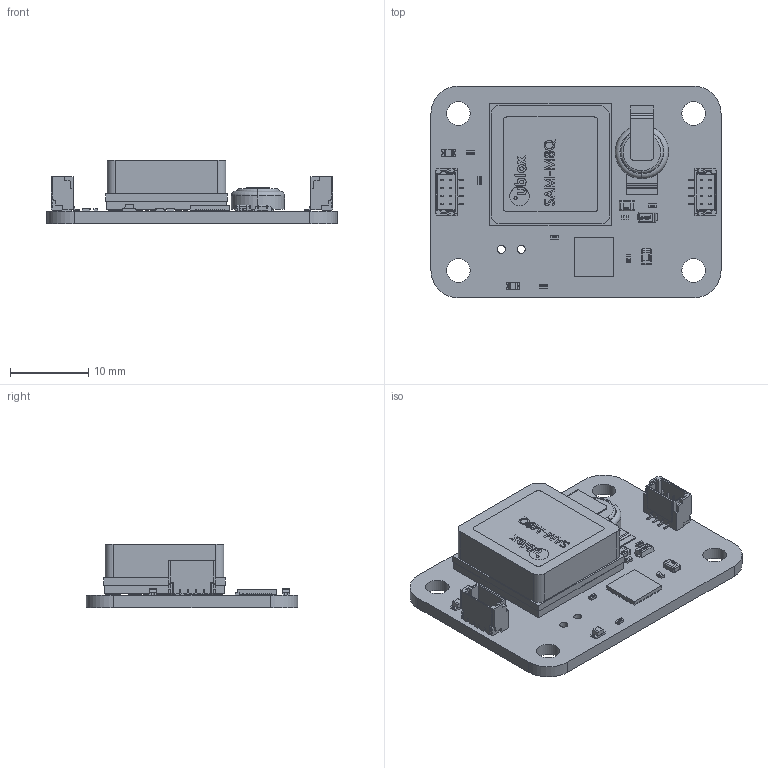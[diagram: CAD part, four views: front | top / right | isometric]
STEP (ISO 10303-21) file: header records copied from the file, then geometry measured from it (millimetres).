
FILE_DESCRIPTION(('Open CASCADE Model'),'2;1');
FILE_NAME('Open CASCADE Shape Model','2025-04-14T07:12:52',('Author'),( 'Open CASCADE'),'Open CASCADE STEP processor 7.5','Open CASCADE 7.5' ,'Unknown');
FILE_SCHEMA(('AUTOMOTIVE_DESIGN { 1 0 10303 214 1 1 1 1 }'));
Length unit declared in the file: millimetre
Products named in the file (49): PCB; Board; Open CASCADE STEP translator 7.5 1.1.1; R4; User Library-R SMD 0402; User Library-R SMD 0402_0402 BODY; User Library-R SMD 0402_0402 PAD; User Library-R SMD 0402_0402 OPIS; R8; R7; D2; 0603 LED Red; Pad; Pad005; Pad001; Pad004; Pad003; Lens; STAT1; 0603 LED Green; Solid1; Solid4; C6; DSK-3R3H224U-HL--3DModel-STEP-56544; R6; D1; User Library-MicroSMP-1; User Library-MicroSMP-1_Body; User Library-MicroSMP-1_Pins; R5; C4; 0805 SMD Capacitor; C3; C0402; U; DUELink-U-Connector-BM04B-SRSS-TB; D; DUELink-Connector-BM04B-SRSS-TB; C2; C1 ...
Assembly tree (55 placements, depth 4):
  PCB
    Board
      Open CASCADE STEP translator 7.5 1.1.1
    R4
      User Library-R SMD 0402
        User Library-R SMD 0402_0402 BODY
        User Library-R SMD 0402_0402 PAD  x2
        User Library-R SMD 0402_0402 OPIS
    R8
      User Library-R SMD 0402
        User Library-R SMD 0402_0402 BODY
        User Library-R SMD 0402_0402 PAD  x2
        User Library-R SMD 0402_0402 OPIS
    R7
      User Library-R SMD 0402
        User Library-R SMD 0402_0402 BODY
        User Library-R SMD 0402_0402 PAD  x2
        User Library-R SMD 0402_0402 OPIS
    D2
      0603 LED Red
        Pad
        Pad005
        Pad001
        Pad004
        Pad003
        Lens
    STAT1
      0603 LED Green
        Solid1
        Solid4
        Solid1
        Solid1
        Solid4
        Solid1
        Solid1
        Solid1
    C6
      DSK-3R3H224U-HL--3DModel-STEP-56544
    R6
      User Library-R SMD 0402
        User Library-R SMD 0402_0402 BODY
        User Library-R SMD 0402_0402 PAD  x2
        User Library-R SMD 0402_0402 OPIS
    D1
      User Library-MicroSMP-1
        User Library-MicroSMP-1_Body
        User Library-MicroSMP-1_Pins
    R5
      User Library-R SMD 0402
        User Library-R SMD 0402_0402 BODY
        User Library-R SMD 0402_0402 PAD  x2
        User Library-R SMD 0402_0402 OPIS
    C4
      0805 SMD Capacitor
    C3
      C0402
    U
      DUELink-U-Connector-BM04B-SRSS-TB
    D
      DUELink-Connector-BM04B-SRSS-TB
Bounding box: 37 x 27 x 8.1 mm (x, y, z)
Volume: 3062.6 mm3; surface area: 3919.7 mm2
Topology: 112 solids, 112 shells, 2375 faces, 7331 edges, 6700 vertices
Faces by surface type: plane 1688, bspline 338, cylinder 313, sphere 16, revolution 16, torus 4
Full cylindrical faces by diameter (mm): 1.016 x2, 3 x4
Entity records: 80460 total; most frequent: CARTESIAN_POINT 22169, DIRECTION 9733, ORIENTED_EDGE 9166, LINE 5109, VECTOR 5109, EDGE_CURVE 4583, VERTEX_POINT 3004, AXIS2_PLACEMENT_3D 2308
